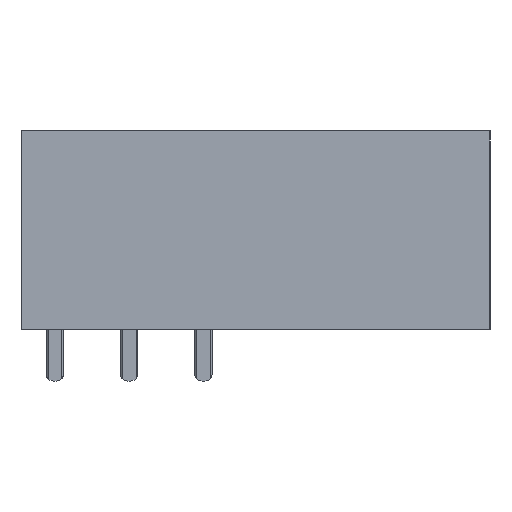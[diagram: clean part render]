
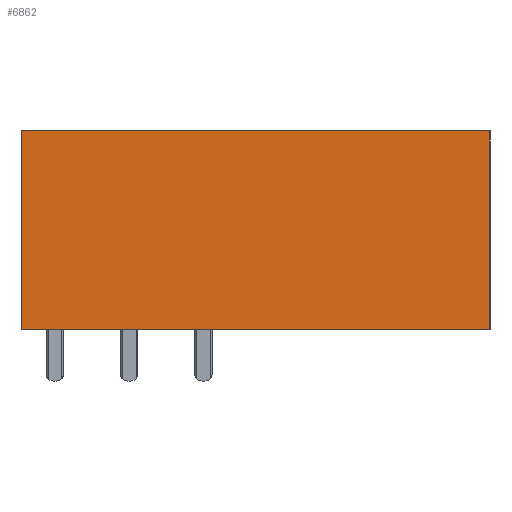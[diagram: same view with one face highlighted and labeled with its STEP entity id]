
A CAD part, left-side view. The second image highlights one B-rep face of the part: STEP entity #6862.
In plain terms, the highlighted planar face has unit normal (-1, 0, 0).
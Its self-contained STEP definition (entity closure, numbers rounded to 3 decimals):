
#6835=AXIS2_PLACEMENT_3D('Plane Axis2P3D',#6832,#6833,#6834) ;
#872=CARTESIAN_POINT('Vertex',(0.,0.,17.1)) ;
#875=CARTESIAN_POINT('Line Origine',(0.,0.,10.3)) ;
#879=CARTESIAN_POINT('Vertex',(0.,0.,3.5)) ;
#6832=CARTESIAN_POINT('Axis2P3D Location',(0.,0.,0.)) ;
#6837=CARTESIAN_POINT('Line Origine',(0.,16.,17.1)) ;
#6841=CARTESIAN_POINT('Vertex',(0.,32.,17.1)) ;
#6844=CARTESIAN_POINT('Line Origine',(0.,32.,10.3)) ;
#6848=CARTESIAN_POINT('Vertex',(0.,32.,3.5)) ;
#6851=CARTESIAN_POINT('Line Origine',(0.,16.,3.5)) ;
#876=DIRECTION('Vector Direction',(0.,0.,-1.)) ;
#6833=DIRECTION('Axis2P3D Direction',(-1.,0.,0.)) ;
#6834=DIRECTION('Axis2P3D XDirection',(0.,0.,1.)) ;
#6838=DIRECTION('Vector Direction',(0.,-1.,0.)) ;
#6845=DIRECTION('Vector Direction',(0.,0.,1.)) ;
#6852=DIRECTION('Vector Direction',(0.,1.,0.)) ;
#877=VECTOR('Line Direction',#876,1.) ;
#6839=VECTOR('Line Direction',#6838,1.) ;
#6846=VECTOR('Line Direction',#6845,1.) ;
#6853=VECTOR('Line Direction',#6852,1.) ;
#6857=ORIENTED_EDGE('',*,*,#881,.T.) ;
#6858=ORIENTED_EDGE('',*,*,#6843,.T.) ;
#6859=ORIENTED_EDGE('',*,*,#6850,.T.) ;
#6860=ORIENTED_EDGE('',*,*,#6855,.T.) ;
#6862=ADVANCED_FACE('Housing',(#6861),#6836,.T.) ;
#881=EDGE_CURVE('',#880,#873,#878,.F.) ;
#6843=EDGE_CURVE('',#873,#6842,#6840,.F.) ;
#6850=EDGE_CURVE('',#6842,#6849,#6847,.F.) ;
#6855=EDGE_CURVE('',#6849,#880,#6854,.F.) ;
#6856=EDGE_LOOP('',(#6857,#6858,#6859,#6860)) ;
#6861=FACE_OUTER_BOUND('',#6856,.T.) ;
#878=LINE('Line',#875,#877) ;
#6840=LINE('Line',#6837,#6839) ;
#6847=LINE('Line',#6844,#6846) ;
#6854=LINE('Line',#6851,#6853) ;
#6836=PLANE('',#6835) ;
#873=VERTEX_POINT('',#872) ;
#880=VERTEX_POINT('',#879) ;
#6842=VERTEX_POINT('',#6841) ;
#6849=VERTEX_POINT('',#6848) ;
